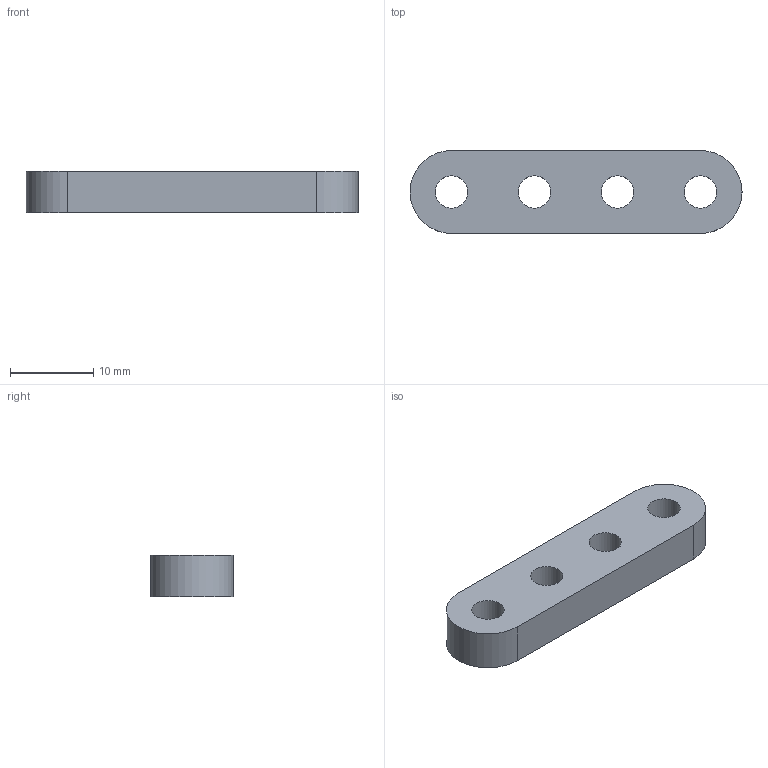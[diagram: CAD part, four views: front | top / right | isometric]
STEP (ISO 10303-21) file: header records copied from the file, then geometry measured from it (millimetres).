
FILE_DESCRIPTION(('Open CASCADE Model'),'2;1');
FILE_NAME('Open CASCADE Shape Model','2025-02-28T19:49:35',('Author'),( 'Open CASCADE'),'Open CASCADE STEP processor 7.8','Open CASCADE 7.8' ,'Unknown');
FILE_SCHEMA(('AUTOMOTIVE_DESIGN { 1 0 10303 214 1 1 1 1 }'));
Length unit declared in the file: millimetre
Products named in the file (1): Open CASCADE STEP translator 7.8 21
Bounding box: 40 x 10 x 5 mm (x, y, z)
Volume: 1653.8 mm3; surface area: 1363.6 mm2
Topology: 1 solids, 1 shells, 10 faces, 24 edges, 16 vertices
Faces by surface type: cylinder 6, plane 4
Full cylindrical faces by diameter (mm): 3.9 x4
Entity records: 638 total; most frequent: DIRECTION 106, CARTESIAN_POINT 99, ORIENTED_EDGE 48, LINE 48, VECTOR 48, PCURVE 48, DEFINITIONAL_REPRESENTATION 48, EDGE_CURVE 24
